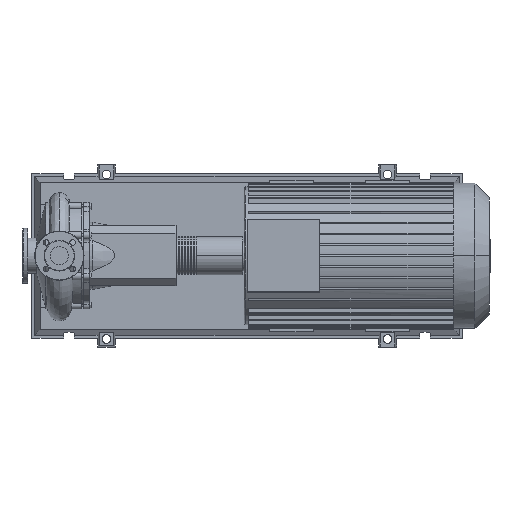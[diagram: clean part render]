
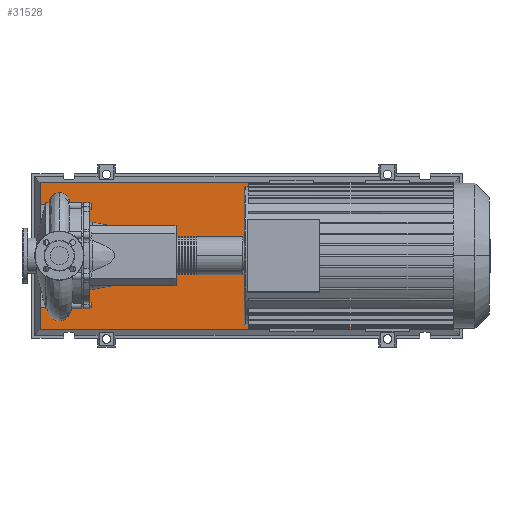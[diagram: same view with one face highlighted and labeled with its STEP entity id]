
A CAD part, top view. The second image highlights one B-rep face of the part: STEP entity #31528.
In plain terms, the highlighted planar face has unit normal (0, 0, 1).
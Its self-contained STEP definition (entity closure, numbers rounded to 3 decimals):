
#27695=CARTESIAN_POINT('',(1319.232,-246.732,103.0));
#27696=VERTEX_POINT('',#27695);
#27703=CARTESIAN_POINT('',(-64.232,-246.732,103.0));
#27704=VERTEX_POINT('',#27703);
#27705=CARTESIAN_POINT('',(1319.232,-246.732,103.0));
#27706=DIRECTION('',(-1.0,0.0,0.0));
#27707=VECTOR('',#27706,1383.465);
#27708=LINE('',#27705,#27707);
#27709=EDGE_CURVE('',#27696,#27704,#27708,.T.);
#31441=CARTESIAN_POINT('',(1319.232,246.732,103.0));
#31442=VERTEX_POINT('',#31441);
#31443=CARTESIAN_POINT('',(1319.232,246.732,103.0));
#31444=DIRECTION('',(0.0,-1.0,0.0));
#31445=VECTOR('',#31444,493.465);
#31446=LINE('',#31443,#31445);
#31447=EDGE_CURVE('',#31442,#27696,#31446,.T.);
#31465=CARTESIAN_POINT('',(-64.232,246.732,103.0));
#31466=VERTEX_POINT('',#31465);
#31467=CARTESIAN_POINT('',(-64.232,-246.732,103.0));
#31468=DIRECTION('',(0.0,1.0,0.0));
#31469=VECTOR('',#31468,493.465);
#31470=LINE('',#31467,#31469);
#31471=EDGE_CURVE('',#27704,#31466,#31470,.T.);
#31504=CARTESIAN_POINT('',(-64.232,246.732,103.0));
#31505=DIRECTION('',(1.0,0.0,0.0));
#31506=VECTOR('',#31505,1383.465);
#31507=LINE('',#31504,#31506);
#31508=EDGE_CURVE('',#31466,#31442,#31507,.T.);
#31517=CARTESIAN_POINT('',(627.5,0.0,103.0));
#31518=DIRECTION('',(0.0,0.0,1.0));
#31519=DIRECTION('',(1.0,0.0,0.0));
#31520=AXIS2_PLACEMENT_3D('',#31517,#31518,#31519);
#31521=PLANE('',#31520);
#31522=ORIENTED_EDGE('',*,*,#31447,.F.);
#31523=ORIENTED_EDGE('',*,*,#31508,.F.);
#31524=ORIENTED_EDGE('',*,*,#31471,.F.);
#31525=ORIENTED_EDGE('',*,*,#27709,.F.);
#31526=EDGE_LOOP('',(#31522,#31523,#31524,#31525));
#31527=FACE_OUTER_BOUND('',#31526,.T.);
#31528=ADVANCED_FACE('',(#31527),#31521,.T.);
